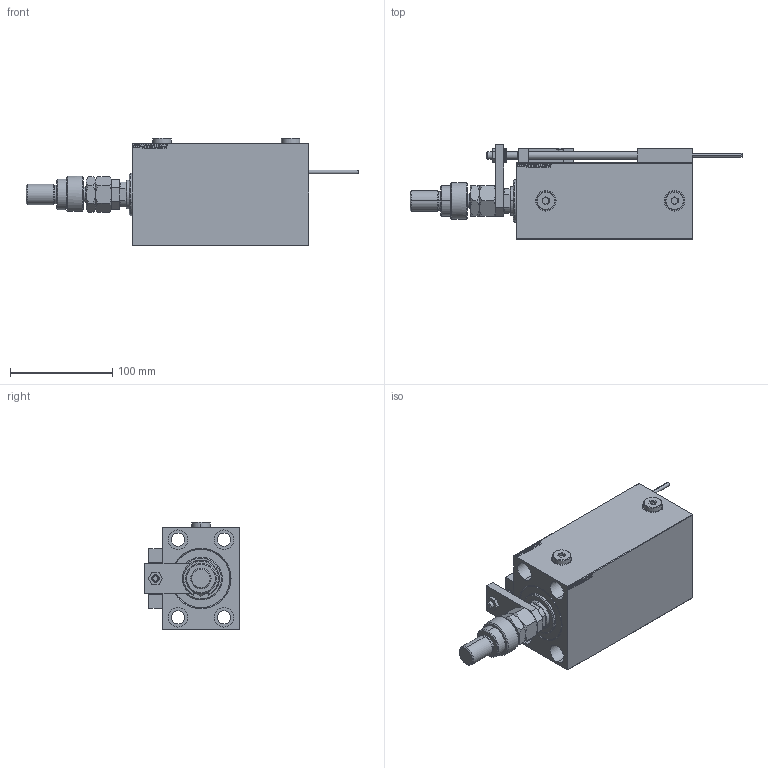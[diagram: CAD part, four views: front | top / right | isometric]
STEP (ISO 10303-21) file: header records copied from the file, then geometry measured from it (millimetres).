
FILE_DESCRIPTION (( 'STEP AP203' ), '1' );
FILE_NAME ('d9eb.STEP', '2024-02-12T22:57:36', ( '' ), ( '' ), 'SwSTEP 2.0', 'SolidWorks 2019', '' );
FILE_SCHEMA (( 'CONFIG_CONTROL_DESIGN' ));
Length unit declared in the file: millimetre
Products named in the file (19): TYC_L79 20b24b3752b958e4466f59b14d686bc7; SWITCH_X_FRONT_BACK 20b24b3752b958e4466f59b14d686bc7; Block 20b24b3752b958e4466f59b14d686bc7; SWITCH X 20b24b3752b958e4466f59b14d686bc7; V450CM_VC_B 20b24b3752b958e4466f59b14d686bc7; MAGNET 20b24b3752b958e4466f59b14d686bc7; FEMALE_PART_FOR_DFA 20b24b3752b958e4466f59b14d686bc7; d9eb; MFA 20b24b3752b958e4466f59b14d686bc7; NUT_D12 20b24b3752b958e4466f59b14d686bc7; KONCOVKA 20b24b3752b958e4466f59b14d686bc7; X_Y_DFA 20b24b3752b958e4466f59b14d686bc7; ALLEN BOLT D5 20b24b3752b958e4466f59b14d686bc7; Zatka_OIL_PORT 20b24b3752b958e4466f59b14d686bc7; V450CM_C_VCP 20b24b3752b958e4466f59b14d686bc7; V450CM_C_Body 20b24b3752b958e4466f59b14d686bc7; SWITCH DIM B,W 20b24b3752b958e4466f59b14d686bc7; ALLEN BOLT D8 20b24b3752b958e4466f59b14d686bc7; ZARAZKA 20b24b3752b958e4466f59b14d686bc7
Assembly tree (29 placements, depth 3):
  d9eb
    V450CM_C_Body 20b24b3752b958e4466f59b14d686bc7
    SWITCH X 20b24b3752b958e4466f59b14d686bc7
      SWITCH_X_FRONT_BACK 20b24b3752b958e4466f59b14d686bc7  x2
      TYC_L79 20b24b3752b958e4466f59b14d686bc7
      Block 20b24b3752b958e4466f59b14d686bc7  x2
      ALLEN BOLT D5 20b24b3752b958e4466f59b14d686bc7  x4
      ALLEN BOLT D8 20b24b3752b958e4466f59b14d686bc7  x4
      MAGNET 20b24b3752b958e4466f59b14d686bc7  x2
      KONCOVKA 20b24b3752b958e4466f59b14d686bc7  x2
    NUT_D12 20b24b3752b958e4466f59b14d686bc7
    SWITCH DIM B,W 20b24b3752b958e4466f59b14d686bc7
    ZARAZKA 20b24b3752b958e4466f59b14d686bc7
    V450CM_C_VCP 20b24b3752b958e4466f59b14d686bc7
    V450CM_VC_B 20b24b3752b958e4466f59b14d686bc7
    X_Y_DFA 20b24b3752b958e4466f59b14d686bc7
      FEMALE_PART_FOR_DFA 20b24b3752b958e4466f59b14d686bc7
      MFA 20b24b3752b958e4466f59b14d686bc7
    Zatka_OIL_PORT 20b24b3752b958e4466f59b14d686bc7  x2
Bounding box: 325 x 92.5 x 104.9 mm (x, y, z)
Volume: 1158936.5 mm3; surface area: 207150.2 mm2
Topology: 27 solids, 27 shells, 1424 faces, 3376 edges, 2143 vertices
Faces by surface type: plane 623, bspline 380, cylinder 219, cone 150, torus 48, sphere 4
Entity records: 54453 total; most frequent: CARTESIAN_POINT 27081, ORIENTED_EDGE 5692, DIRECTION 4026, EDGE_CURVE 2846, VERTEX_POINT 1843, LINE 1594, VECTOR 1594, EDGE_LOOP 1327
